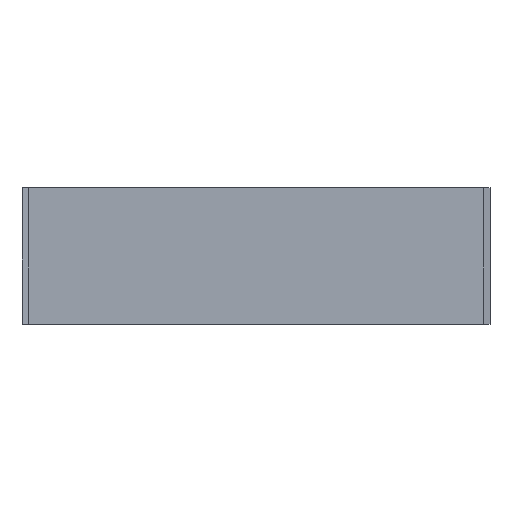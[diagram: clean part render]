
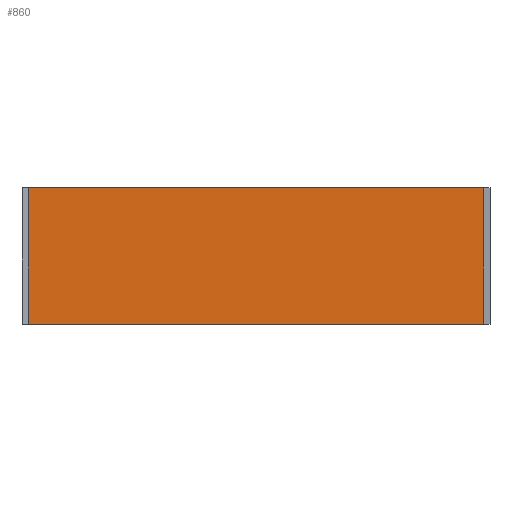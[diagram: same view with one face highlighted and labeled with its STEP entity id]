
A CAD part, top view. The second image highlights one B-rep face of the part: STEP entity #860.
In plain terms, the highlighted planar face has unit normal (0, 0, 1).
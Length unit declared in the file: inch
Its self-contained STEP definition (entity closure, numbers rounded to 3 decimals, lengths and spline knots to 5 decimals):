
#11 = VECTOR ( 'NONE', #466, 39.37008 ) ;
#46 = EDGE_LOOP ( 'NONE', ( #196, #426, #537, #953 ) ) ;
#51 = VECTOR ( 'NONE', #167, 39.37008 ) ;
#91 = CARTESIAN_POINT ( 'NONE',  ( -3.275, -0.98, 0.475 ) ) ;
#104 = EDGE_CURVE ( 'NONE', #988, #244, #381, .T. ) ;
#167 = DIRECTION ( 'NONE',  ( 0., -1., 0. ) ) ;
#189 = DIRECTION ( 'NONE',  ( -1., 0., 0. ) ) ;
#196 = ORIENTED_EDGE ( 'NONE', *, *, #542, .T. ) ;
#197 = CARTESIAN_POINT ( 'NONE',  ( -3.275, 0.98, 0.475 ) ) ;
#198 = LINE ( 'NONE', #940, #11 ) ;
#244 = VERTEX_POINT ( 'NONE', #197 ) ;
#351 = CARTESIAN_POINT ( 'NONE',  ( -3.275, 0.98, 0.475 ) ) ;
#381 = LINE ( 'NONE', #351, #986 ) ;
#390 = LINE ( 'NONE', #1027, #993 ) ;
#399 = DIRECTION ( 'NONE',  ( 1., 0., 0. ) ) ;
#413 = LINE ( 'NONE', #91, #51 ) ;
#426 = ORIENTED_EDGE ( 'NONE', *, *, #104, .T. ) ;
#455 = VERTEX_POINT ( 'NONE', #687 ) ;
#466 = DIRECTION ( 'NONE',  ( 0., 1., 0. ) ) ;
#498 = DIRECTION ( 'NONE',  ( -1., 0., 0. ) ) ;
#537 = ORIENTED_EDGE ( 'NONE', *, *, #718, .T. ) ;
#542 = EDGE_CURVE ( 'NONE', #745, #988, #198, .T. ) ;
#600 = EDGE_CURVE ( 'NONE', #455, #745, #390, .T. ) ;
#636 = CARTESIAN_POINT ( 'NONE',  ( 3.275, -0.98, 0.475 ) ) ;
#641 = FACE_OUTER_BOUND ( 'NONE', #46, .T. ) ;
#647 = AXIS2_PLACEMENT_3D ( 'NONE', #733, #977, #498 ) ;
#654 = PLANE ( 'NONE',  #647 ) ;
#687 = CARTESIAN_POINT ( 'NONE',  ( -3.275, -0.98, 0.475 ) ) ;
#718 = EDGE_CURVE ( 'NONE', #244, #455, #413, .T. ) ;
#733 = CARTESIAN_POINT ( 'NONE',  ( 0., 0., 0.475 ) ) ;
#745 = VERTEX_POINT ( 'NONE', #636 ) ;
#766 = CARTESIAN_POINT ( 'NONE',  ( 3.275, 0.98, 0.475 ) ) ;
#860 = ADVANCED_FACE ( 'NONE', ( #641 ), #654, .F. ) ;
#940 = CARTESIAN_POINT ( 'NONE',  ( 3.275, -0.98, 0.475 ) ) ;
#953 = ORIENTED_EDGE ( 'NONE', *, *, #600, .T. ) ;
#977 = DIRECTION ( 'NONE',  ( 0., 0., -1. ) ) ;
#986 = VECTOR ( 'NONE', #189, 39.37008 ) ;
#988 = VERTEX_POINT ( 'NONE', #766 ) ;
#993 = VECTOR ( 'NONE', #399, 39.37008 ) ;
#1027 = CARTESIAN_POINT ( 'NONE',  ( -3.275, -0.98, 0.475 ) ) ;
